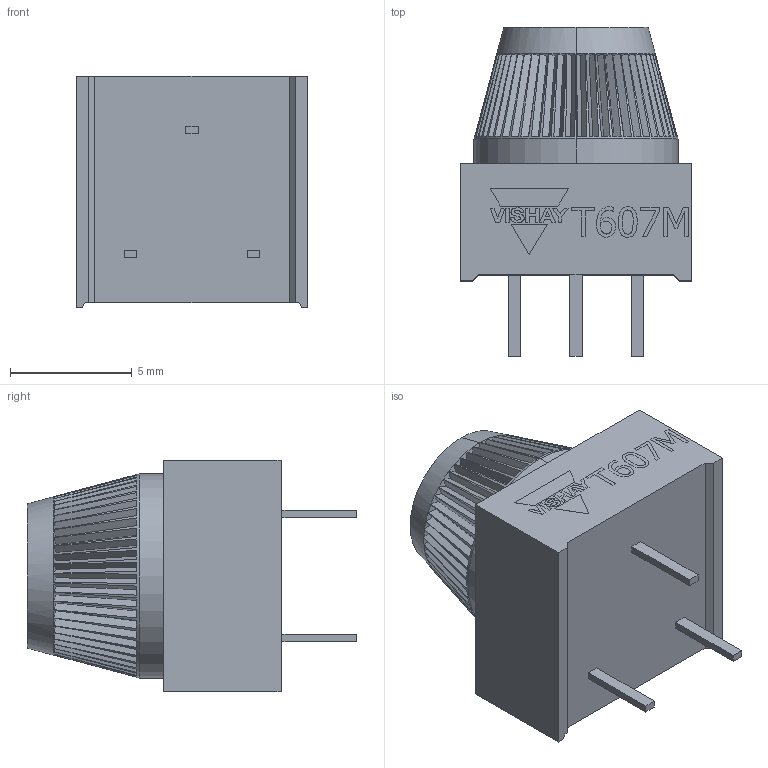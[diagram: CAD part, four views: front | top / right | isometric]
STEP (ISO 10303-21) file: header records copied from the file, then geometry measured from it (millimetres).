
FILE_DESCRIPTION (( 'STEP AP214' ), '1' );
FILE_NAME ('M63M-T607_pins_raccourcies.STEP', '2021-03-09T09:31:17', ( '' ), ( '' ), 'SwSTEP 2.0', 'SolidWorks 2018', '' );
FILE_SCHEMA (( 'AUTOMOTIVE_DESIGN' ));
Length unit declared in the file: millimetre
Products named in the file (1): M63M-T607_pins_raccourcies
Bounding box: 9.52 x 13.51 x 9.52 mm (x, y, z)
Volume: 638.4 mm3; surface area: 555.7 mm2
Topology: 3 solids, 3 shells, 377 faces, 884 edges, 585 vertices
Faces by surface type: plane 354, bspline 13, cylinder 8, cone 2
Entity records: 11330 total; most frequent: CARTESIAN_POINT 3248, ORIENTED_EDGE 1768, DIRECTION 1211, EDGE_CURVE 884, VERTEX_POINT 585, EDGE_LOOP 449, LINE 437, VECTOR 437
